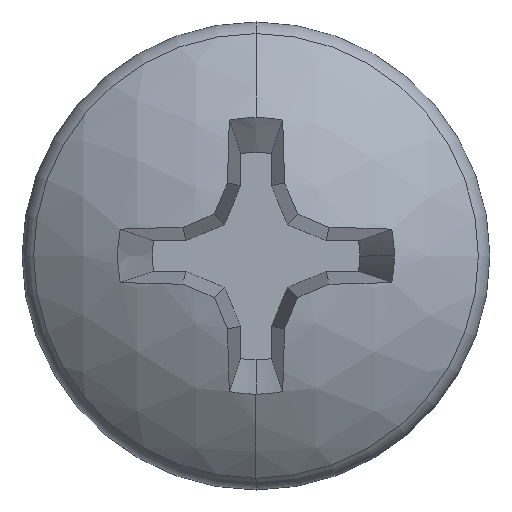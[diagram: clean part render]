
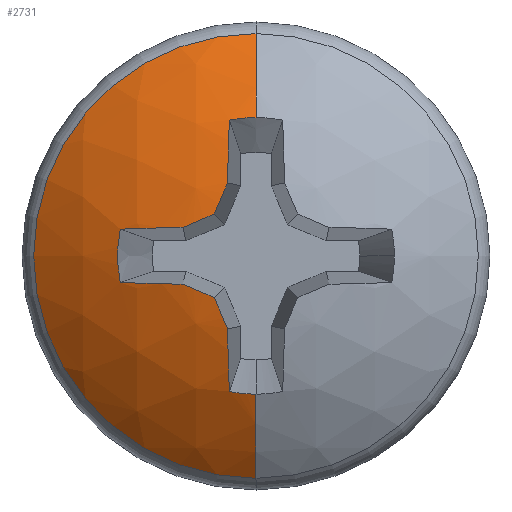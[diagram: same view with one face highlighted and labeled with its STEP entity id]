
A CAD part, top view. The second image highlights one B-rep face of the part: STEP entity #2731.
In plain terms, the highlighted spherical face has radius 5.8 mm.
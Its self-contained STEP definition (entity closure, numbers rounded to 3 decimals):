
#213 = CIRCLE ( 'NONE', #3565, 5.8 ) ;
#218 = VERTEX_POINT ( 'NONE', #2456 ) ;
#235 = CARTESIAN_POINT ( 'NONE',  ( 0., 0., 5.4 ) ) ;
#299 = CARTESIAN_POINT ( 'NONE',  ( -0.714, -0.714, 11.111 ) ) ;
#306 = DIRECTION ( 'NONE',  ( 0.924, 0.383, 0. ) ) ;
#312 = ORIENTED_EDGE ( 'NONE', *, *, #726, .T. ) ;
#332 = CIRCLE ( 'NONE', #2501, 2.365 ) ;
#359 = DIRECTION ( 'NONE',  ( -1., 0., 0. ) ) ;
#404 = EDGE_CURVE ( 'NONE', #1572, #4216, #3799, .T. ) ;
#422 = CARTESIAN_POINT ( 'NONE',  ( 0., 0.007, 5.401 ) ) ;
#454 = DIRECTION ( 'NONE',  ( 0., -0.087, 0.996 ) ) ;
#484 = SPHERICAL_SURFACE ( 'NONE', #1771, 5.8 ) ;
#503 = CARTESIAN_POINT ( 'NONE',  ( 0., 0., 5.4 ) ) ;
#558 = CARTESIAN_POINT ( 'NONE',  ( -1.247, -0.486, 11.043 ) ) ;
#572 = AXIS2_PLACEMENT_3D ( 'NONE', #2937, #3282, #3574 ) ;
#592 = VERTEX_POINT ( 'NONE', #3617 ) ;
#596 = AXIS2_PLACEMENT_3D ( 'NONE', #4276, #4290, #2279 ) ;
#645 = CIRCLE ( 'NONE', #596, 5.8 ) ;
#646 = CARTESIAN_POINT ( 'NONE',  ( -0.397, -0.164, 5.362 ) ) ;
#648 = CARTESIAN_POINT ( 'NONE',  ( 0., 0., 9.78 ) ) ;
#678 = ORIENTED_EDGE ( 'NONE', *, *, #3668, .F. ) ;
#726 = EDGE_CURVE ( 'NONE', #4374, #2736, #2452, .T. ) ;
#798 = VERTEX_POINT ( 'NONE', #1415 ) ;
#833 = EDGE_CURVE ( 'NONE', #592, #1393, #1333, .T. ) ;
#873 = VERTEX_POINT ( 'NONE', #1140 ) ;
#894 = CARTESIAN_POINT ( 'NONE',  ( 0., -2.365, 10.696 ) ) ;
#904 = CARTESIAN_POINT ( 'NONE',  ( 0., 0., 5.4 ) ) ;
#924 = AXIS2_PLACEMENT_3D ( 'NONE', #1137, #3143, #2832 ) ;
#932 = ORIENTED_EDGE ( 'NONE', *, *, #4181, .F. ) ;
#939 = ORIENTED_EDGE ( 'NONE', *, *, #833, .F. ) ;
#1001 = CARTESIAN_POINT ( 'NONE',  ( 0., 0., 10.696 ) ) ;
#1009 = EDGE_CURVE ( 'NONE', #3555, #3562, #4073, .T. ) ;
#1056 = CIRCLE ( 'NONE', #1618, 5.784 ) ;
#1094 = EDGE_CURVE ( 'NONE', #3055, #798, #645, .T. ) ;
#1121 = ORIENTED_EDGE ( 'NONE', *, *, #404, .F. ) ;
#1137 = CARTESIAN_POINT ( 'NONE',  ( -0.397, 0.164, 5.362 ) ) ;
#1140 = CARTESIAN_POINT ( 'NONE',  ( -2.321, -0.456, 10.696 ) ) ;
#1163 = EDGE_LOOP ( 'NONE', ( #312, #3217, #3906, #939, #4018, #2489, #2080, #932, #2944, #1325, #1121, #678, #3483, #2188 ) ) ;
#1206 = DIRECTION ( 'NONE',  ( 1., 0., 0. ) ) ;
#1314 = EDGE_CURVE ( 'NONE', #1393, #4059, #332, .T. ) ;
#1325 = ORIENTED_EDGE ( 'NONE', *, *, #4257, .F. ) ;
#1327 = AXIS2_PLACEMENT_3D ( 'NONE', #4089, #3446, #2099 ) ;
#1333 = CIRCLE ( 'NONE', #1327, 5.8 ) ;
#1338 = DIRECTION ( 'NONE',  ( 0., 0., 1. ) ) ;
#1344 = CARTESIAN_POINT ( 'NONE',  ( 0.007, 0., 5.401 ) ) ;
#1367 = CARTESIAN_POINT ( 'NONE',  ( 0., 3.802, 9.78 ) ) ;
#1393 = VERTEX_POINT ( 'NONE', #4066 ) ;
#1415 = CARTESIAN_POINT ( 'NONE',  ( -2.321, 0.456, 10.696 ) ) ;
#1485 = AXIS2_PLACEMENT_3D ( 'NONE', #235, #1206, #3597 ) ;
#1511 = CARTESIAN_POINT ( 'NONE',  ( -0.164, -0.397, 5.362 ) ) ;
#1572 = VERTEX_POINT ( 'NONE', #3452 ) ;
#1618 = AXIS2_PLACEMENT_3D ( 'NONE', #646, #2642, #3702 ) ;
#1763 = CIRCLE ( 'NONE', #3456, 5.8 ) ;
#1771 = AXIS2_PLACEMENT_3D ( 'NONE', #904, #1844, #3871 ) ;
#1844 = DIRECTION ( 'NONE',  ( -1., 0., 0. ) ) ;
#1935 = CARTESIAN_POINT ( 'NONE',  ( -0.714, 0.714, 11.111 ) ) ;
#1955 = AXIS2_PLACEMENT_3D ( 'NONE', #1511, #4242, #2908 ) ;
#2038 = CARTESIAN_POINT ( 'NONE',  ( -0.164, 0.397, 5.362 ) ) ;
#2080 = ORIENTED_EDGE ( 'NONE', *, *, #2905, .F. ) ;
#2099 = DIRECTION ( 'NONE',  ( 0.087, 0., -0.996 ) ) ;
#2101 = EDGE_CURVE ( 'NONE', #2736, #4059, #2595, .T. ) ;
#2104 = CIRCLE ( 'NONE', #572, 2.365 ) ;
#2155 = CIRCLE ( 'NONE', #1485, 5.8 ) ;
#2184 = VERTEX_POINT ( 'NONE', #2305 ) ;
#2188 = ORIENTED_EDGE ( 'NONE', *, *, #4003, .F. ) ;
#2195 = DIRECTION ( 'NONE',  ( 0., -1., 0. ) ) ;
#2279 = DIRECTION ( 'NONE',  ( 0., -0.087, -0.996 ) ) ;
#2305 = CARTESIAN_POINT ( 'NONE',  ( -0.456, 2.321, 10.696 ) ) ;
#2365 = DIRECTION ( 'NONE',  ( 0., 0., 1. ) ) ;
#2452 = CIRCLE ( 'NONE', #3138, 3.802 ) ;
#2456 = CARTESIAN_POINT ( 'NONE',  ( 0., 2.365, 10.696 ) ) ;
#2489 = ORIENTED_EDGE ( 'NONE', *, *, #1009, .F. ) ;
#2501 = AXIS2_PLACEMENT_3D ( 'NONE', #1001, #3361, #4352 ) ;
#2573 = CIRCLE ( 'NONE', #4109, 5.784 ) ;
#2595 = CIRCLE ( 'NONE', #3821, 5.8 ) ;
#2642 = DIRECTION ( 'NONE',  ( 0.92, 0.381, 0.087 ) ) ;
#2731 = ADVANCED_FACE ( 'NONE', ( #3700 ), #484, .T. ) ;
#2736 = VERTEX_POINT ( 'NONE', #3607 ) ;
#2777 = EDGE_CURVE ( 'NONE', #3562, #592, #1056, .T. ) ;
#2832 = DIRECTION ( 'NONE',  ( 0.383, 0.924, 0. ) ) ;
#2905 = EDGE_CURVE ( 'NONE', #873, #3555, #213, .T. ) ;
#2908 = DIRECTION ( 'NONE',  ( -0.924, 0.383, 0. ) ) ;
#2937 = CARTESIAN_POINT ( 'NONE',  ( 0., 0., 10.696 ) ) ;
#2944 = ORIENTED_EDGE ( 'NONE', *, *, #1094, .F. ) ;
#3055 = VERTEX_POINT ( 'NONE', #3096 ) ;
#3096 = CARTESIAN_POINT ( 'NONE',  ( -1.247, 0.486, 11.043 ) ) ;
#3138 = AXIS2_PLACEMENT_3D ( 'NONE', #648, #1338, #3703 ) ;
#3142 = DIRECTION ( 'NONE',  ( 0., 0.996, 0.087 ) ) ;
#3143 = DIRECTION ( 'NONE',  ( 0.92, -0.381, 0.087 ) ) ;
#3217 = ORIENTED_EDGE ( 'NONE', *, *, #2101, .T. ) ;
#3234 = DIRECTION ( 'NONE',  ( -1., 0., 0. ) ) ;
#3282 = DIRECTION ( 'NONE',  ( 0., 0., 1. ) ) ;
#3361 = DIRECTION ( 'NONE',  ( 0., 0., 1. ) ) ;
#3401 = AXIS2_PLACEMENT_3D ( 'NONE', #4368, #2365, #359 ) ;
#3446 = DIRECTION ( 'NONE',  ( 0.996, 0., 0.087 ) ) ;
#3452 = CARTESIAN_POINT ( 'NONE',  ( -0.486, 1.247, 11.043 ) ) ;
#3456 = AXIS2_PLACEMENT_3D ( 'NONE', #1344, #4038, #3679 ) ;
#3469 = EDGE_CURVE ( 'NONE', #218, #2184, #3583, .T. ) ;
#3483 = ORIENTED_EDGE ( 'NONE', *, *, #3469, .F. ) ;
#3555 = VERTEX_POINT ( 'NONE', #558 ) ;
#3562 = VERTEX_POINT ( 'NONE', #299 ) ;
#3565 = AXIS2_PLACEMENT_3D ( 'NONE', #422, #3142, #454 ) ;
#3574 = DIRECTION ( 'NONE',  ( -1., 0., 0. ) ) ;
#3583 = CIRCLE ( 'NONE', #3401, 2.365 ) ;
#3597 = DIRECTION ( 'NONE',  ( 0., 0., -1. ) ) ;
#3607 = CARTESIAN_POINT ( 'NONE',  ( 0., -3.802, 9.78 ) ) ;
#3617 = CARTESIAN_POINT ( 'NONE',  ( -0.486, -1.247, 11.043 ) ) ;
#3668 = EDGE_CURVE ( 'NONE', #2184, #1572, #1763, .T. ) ;
#3669 = DIRECTION ( 'NONE',  ( 0.381, -0.92, 0.087 ) ) ;
#3679 = DIRECTION ( 'NONE',  ( 0.087, 0., -0.996 ) ) ;
#3700 = FACE_OUTER_BOUND ( 'NONE', #1163, .T. ) ;
#3702 = DIRECTION ( 'NONE',  ( -0.383, 0.924, 0. ) ) ;
#3703 = DIRECTION ( 'NONE',  ( 0., -1., 0. ) ) ;
#3799 = CIRCLE ( 'NONE', #924, 5.784 ) ;
#3821 = AXIS2_PLACEMENT_3D ( 'NONE', #503, #3234, #2195 ) ;
#3871 = DIRECTION ( 'NONE',  ( 0., 1., 0. ) ) ;
#3906 = ORIENTED_EDGE ( 'NONE', *, *, #1314, .F. ) ;
#4003 = EDGE_CURVE ( 'NONE', #4374, #218, #2155, .T. ) ;
#4018 = ORIENTED_EDGE ( 'NONE', *, *, #2777, .F. ) ;
#4038 = DIRECTION ( 'NONE',  ( 0.996, 0., 0.087 ) ) ;
#4059 = VERTEX_POINT ( 'NONE', #894 ) ;
#4066 = CARTESIAN_POINT ( 'NONE',  ( -0.456, -2.321, 10.696 ) ) ;
#4073 = CIRCLE ( 'NONE', #1955, 5.784 ) ;
#4089 = CARTESIAN_POINT ( 'NONE',  ( 0.007, 0., 5.401 ) ) ;
#4109 = AXIS2_PLACEMENT_3D ( 'NONE', #2038, #3669, #306 ) ;
#4181 = EDGE_CURVE ( 'NONE', #798, #873, #2104, .T. ) ;
#4216 = VERTEX_POINT ( 'NONE', #1935 ) ;
#4242 = DIRECTION ( 'NONE',  ( 0.381, 0.92, 0.087 ) ) ;
#4257 = EDGE_CURVE ( 'NONE', #4216, #3055, #2573, .T. ) ;
#4276 = CARTESIAN_POINT ( 'NONE',  ( 0., -0.007, 5.401 ) ) ;
#4290 = DIRECTION ( 'NONE',  ( 0., -0.996, 0.087 ) ) ;
#4352 = DIRECTION ( 'NONE',  ( 0., 1., 0. ) ) ;
#4368 = CARTESIAN_POINT ( 'NONE',  ( 0., 0., 10.696 ) ) ;
#4374 = VERTEX_POINT ( 'NONE', #1367 ) ;
